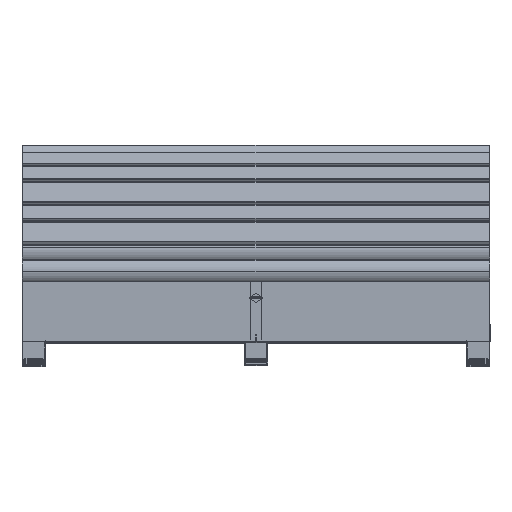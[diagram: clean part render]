
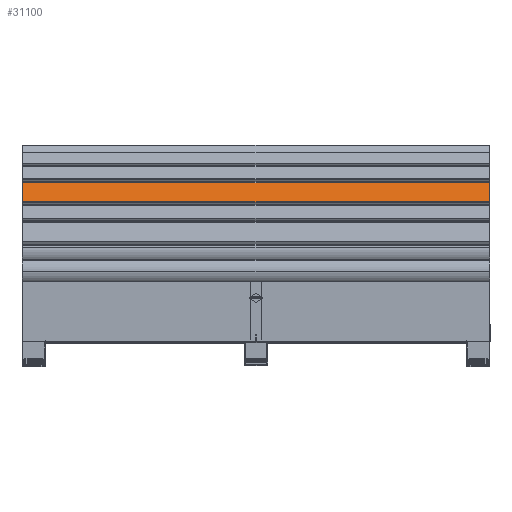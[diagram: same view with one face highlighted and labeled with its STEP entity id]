
A CAD part, top view. The second image highlights one B-rep face of the part: STEP entity #31100.
In plain terms, the highlighted face is planar.
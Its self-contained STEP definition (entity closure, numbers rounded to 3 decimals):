
#194 = VERTEX_POINT ( 'NONE', #29465 ) ;
#1866 = VERTEX_POINT ( 'NONE', #21974 ) ;
#3098 = ORIENTED_EDGE ( 'NONE', *, *, #18250, .T. ) ;
#3336 = CARTESIAN_POINT ( 'NONE',  ( 1000., 20., -42. ) ) ;
#3634 = CARTESIAN_POINT ( 'NONE',  ( -997., 20., 45. ) ) ;
#5455 = FACE_OUTER_BOUND ( 'NONE', #33742, .T. ) ;
#6010 = EDGE_CURVE ( 'NONE', #47798, #1866, #25953, .T. ) ;
#7098 = DIRECTION ( 'NONE',  ( -1., 0., 0. ) ) ;
#7402 = DIRECTION ( 'NONE',  ( 0., 0., 1. ) ) ;
#8364 = LINE ( 'NONE', #46368, #11076 ) ;
#9862 = ORIENTED_EDGE ( 'NONE', *, *, #6010, .T. ) ;
#11076 = VECTOR ( 'NONE', #49403, 1000. ) ;
#13664 = CARTESIAN_POINT ( 'NONE',  ( 997., 20., 45. ) ) ;
#16499 = CARTESIAN_POINT ( 'NONE',  ( 1000., 20., 45. ) ) ;
#18250 = EDGE_CURVE ( 'NONE', #48963, #194, #8364, .T. ) ;
#20494 = ORIENTED_EDGE ( 'NONE', *, *, #31427, .T. ) ;
#21974 = CARTESIAN_POINT ( 'NONE',  ( -997., 20., -42. ) ) ;
#22240 = VECTOR ( 'NONE', #24978, 1000. ) ;
#24978 = DIRECTION ( 'NONE',  ( 0., 0., -1. ) ) ;
#25953 = LINE ( 'NONE', #3336, #45310 ) ;
#28568 = PLANE ( 'NONE',  #31898 ) ;
#29002 = VECTOR ( 'NONE', #7402, 1000. ) ;
#29465 = CARTESIAN_POINT ( 'NONE',  ( 997., 20., 42. ) ) ;
#31100 = ADVANCED_FACE ( 'NONE', ( #5455 ), #28568, .F. ) ;
#31427 = EDGE_CURVE ( 'NONE', #194, #47798, #33270, .T. ) ;
#31837 = DIRECTION ( 'NONE',  ( 0., -1., 0. ) ) ;
#31898 = AXIS2_PLACEMENT_3D ( 'NONE', #16499, #31837, #47216 ) ;
#33270 = LINE ( 'NONE', #13664, #22240 ) ;
#33742 = EDGE_LOOP ( 'NONE', ( #3098, #20494, #9862, #38466 ) ) ;
#38466 = ORIENTED_EDGE ( 'NONE', *, *, #40898, .T. ) ;
#40044 = CARTESIAN_POINT ( 'NONE',  ( 997., 20., -42. ) ) ;
#40898 = EDGE_CURVE ( 'NONE', #1866, #48963, #42121, .T. ) ;
#42121 = LINE ( 'NONE', #3634, #29002 ) ;
#42247 = CARTESIAN_POINT ( 'NONE',  ( -997., 20., 42. ) ) ;
#45310 = VECTOR ( 'NONE', #7098, 1000. ) ;
#46368 = CARTESIAN_POINT ( 'NONE',  ( 1000., 20., 42. ) ) ;
#47216 = DIRECTION ( 'NONE',  ( 0., 0., -1. ) ) ;
#47798 = VERTEX_POINT ( 'NONE', #40044 ) ;
#48963 = VERTEX_POINT ( 'NONE', #42247 ) ;
#49403 = DIRECTION ( 'NONE',  ( 1., 0., 0. ) ) ;
